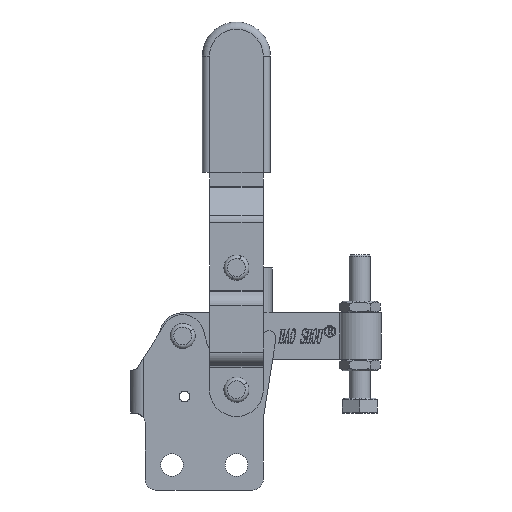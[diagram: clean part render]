
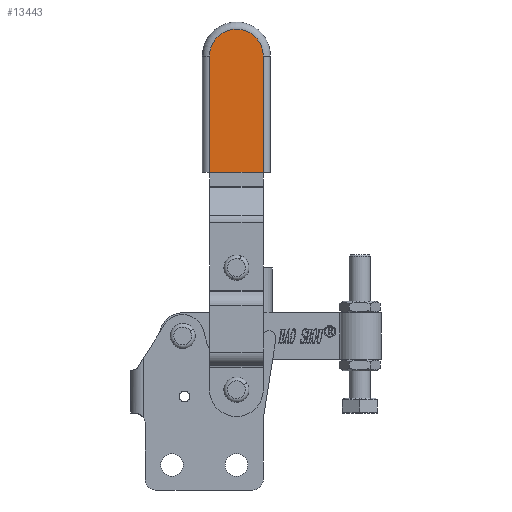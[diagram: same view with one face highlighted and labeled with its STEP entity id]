
A CAD part, front view. The second image highlights one B-rep face of the part: STEP entity #13443.
In plain terms, the highlighted face is planar.
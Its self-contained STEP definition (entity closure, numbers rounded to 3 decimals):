
#1268 = VERTEX_POINT ( 'NONE', #2590 ) ;
#2590 = CARTESIAN_POINT ( 'NONE',  ( 32.5, 7.5, 0. ) ) ;
#3648 = LINE ( 'NONE', #4815, #3653 ) ;
#3653 = VECTOR ( 'NONE', #4820, 1000. ) ;
#3658 = LINE ( 'NONE', #4847, #3673 ) ;
#3669 = CIRCLE ( 'NONE', #22631, 7.5 ) ;
#3672 = LINE ( 'NONE', #4851, #3675 ) ;
#3673 = VECTOR ( 'NONE', #4843, 1000. ) ;
#3675 = VECTOR ( 'NONE', #4852, 1000. ) ;
#4815 = CARTESIAN_POINT ( 'NONE',  ( 32.5, 9.5, 0. ) ) ;
#4820 = DIRECTION ( 'NONE',  ( 0., 1., 0. ) ) ;
#4843 = DIRECTION ( 'NONE',  ( 1., 0., 0. ) ) ;
#4847 = CARTESIAN_POINT ( 'NONE',  ( 0., 7.5, 0. ) ) ;
#4848 = CARTESIAN_POINT ( 'NONE',  ( 0., 0., 0. ) ) ;
#4849 = DIRECTION ( 'NONE',  ( 0., 0., -1. ) ) ;
#4850 = DIRECTION ( 'NONE',  ( 1., 0., 0. ) ) ;
#4851 = CARTESIAN_POINT ( 'NONE',  ( 0., -7.5, 0. ) ) ;
#4852 = DIRECTION ( 'NONE',  ( -1., 0., 0. ) ) ;
#10279 = VERTEX_POINT ( 'NONE', #20807 ) ;
#12885 = VERTEX_POINT ( 'NONE', #20811 ) ;
#12921 = VERTEX_POINT ( 'NONE', #20845 ) ;
#13443 = ADVANCED_FACE ( 'NONE', ( #20395 ), #24730, .F. ) ;
#13912 = EDGE_CURVE ( 'NONE', #12885, #1268, #3648, .T. ) ;
#13924 = EDGE_CURVE ( 'NONE', #12921, #10279, #3669, .T. ) ;
#13925 = EDGE_CURVE ( 'NONE', #10279, #1268, #3658, .T. ) ;
#13926 = EDGE_CURVE ( 'NONE', #12885, #12921, #3672, .T. ) ;
#16533 = EDGE_LOOP ( 'NONE', ( #18698, #18699, #18700, #18701 ) ) ;
#18698 = ORIENTED_EDGE ( 'NONE', *, *, #13924, .T. ) ;
#18699 = ORIENTED_EDGE ( 'NONE', *, *, #13925, .T. ) ;
#18700 = ORIENTED_EDGE ( 'NONE', *, *, #13912, .F. ) ;
#18701 = ORIENTED_EDGE ( 'NONE', *, *, #13926, .T. ) ;
#20395 = FACE_OUTER_BOUND ( 'NONE', #16533, .T. ) ;
#20807 = CARTESIAN_POINT ( 'NONE',  ( 0., 7.5, 0. ) ) ;
#20811 = CARTESIAN_POINT ( 'NONE',  ( 32.5, -7.5, 0. ) ) ;
#20845 = CARTESIAN_POINT ( 'NONE',  ( 0., -7.5, 0. ) ) ;
#22437 = AXIS2_PLACEMENT_3D ( 'NONE', #24725, #24734, #24735 ) ;
#22631 = AXIS2_PLACEMENT_3D ( 'NONE', #4848, #4849, #4850 ) ;
#24725 = CARTESIAN_POINT ( 'NONE',  ( 0., 0., 0. ) ) ;
#24730 = PLANE ( 'NONE',  #22437 ) ;
#24734 = DIRECTION ( 'NONE',  ( 0., 0., 1. ) ) ;
#24735 = DIRECTION ( 'NONE',  ( 1., 0., 0. ) ) ;
